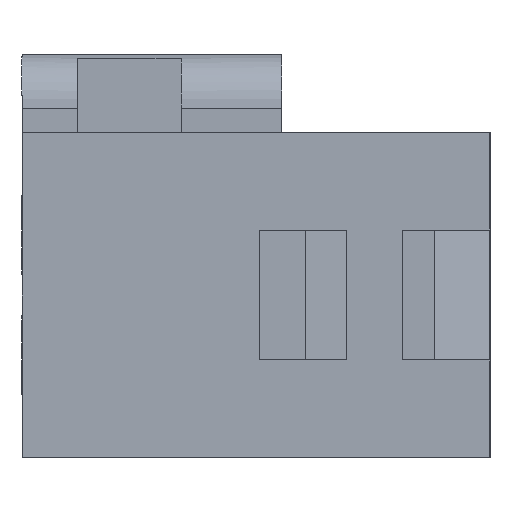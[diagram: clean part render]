
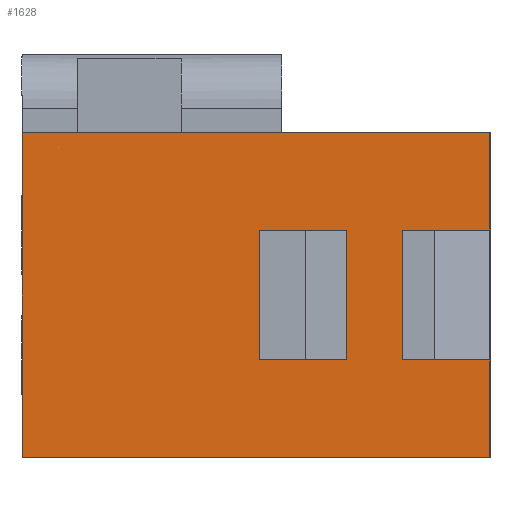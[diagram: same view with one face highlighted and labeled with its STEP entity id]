
A CAD part, left-side view. The second image highlights one B-rep face of the part: STEP entity #1628.
In plain terms, the highlighted planar face has unit normal (-1, 0, 0).
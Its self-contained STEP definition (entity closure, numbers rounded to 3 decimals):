
#37=CARTESIAN_POINT('',(-9.839,-3.49,2.423));
#38=VERTEX_POINT('',#37);
#45=CARTESIAN_POINT('',(-9.839,-3.49,0.969));
#46=VERTEX_POINT('',#45);
#47=CARTESIAN_POINT('',(-9.839,-3.49,2.423));
#48=DIRECTION('',(0.,0.,-1.));
#49=VECTOR('',#48,1.454);
#50=LINE('',#47,#49);
#51=EDGE_CURVE('',#38,#46,#50,.T.);
#53=CARTESIAN_POINT('',(-9.839,-3.49,-0.969));
#54=VERTEX_POINT('',#53);
#61=CARTESIAN_POINT('',(-9.839,-3.49,-2.423));
#62=VERTEX_POINT('',#61);
#63=CARTESIAN_POINT('',(-9.839,-3.49,-0.969));
#64=DIRECTION('',(0.,0.,-1.));
#65=VECTOR('',#64,1.454);
#66=LINE('',#63,#65);
#67=EDGE_CURVE('',#54,#62,#66,.T.);
#1420=CARTESIAN_POINT('',(-9.839,3.49,2.423));
#1421=VERTEX_POINT('',#1420);
#1428=CARTESIAN_POINT('',(-9.839,3.49,2.423));
#1429=DIRECTION('',(0.,-1.,0.));
#1430=VECTOR('',#1429,6.979);
#1431=LINE('',#1428,#1430);
#1432=EDGE_CURVE('',#1421,#38,#1431,.T.);
#1548=CARTESIAN_POINT('',(-9.839,0.,0.));
#1549=DIRECTION('',(0.,0.,1.));
#1550=DIRECTION('',(-1.,0.,0.));
#1551=AXIS2_PLACEMENT_3D('',#1548,#1550,#1549);
#1552=PLANE('',#1551);
#1553=CARTESIAN_POINT('',(-9.839,-2.181,-0.969));
#1554=VERTEX_POINT('',#1553);
#1555=CARTESIAN_POINT('',(-9.839,-3.49,-0.969));
#1556=DIRECTION('',(0.,1.,0.));
#1557=VECTOR('',#1556,1.309);
#1558=LINE('',#1555,#1557);
#1559=EDGE_CURVE('',#54,#1554,#1558,.T.);
#1560=ORIENTED_EDGE('',*,*,#1559,.T.);
#1561=CARTESIAN_POINT('',(-9.839,-2.181,0.969));
#1562=VERTEX_POINT('',#1561);
#1563=CARTESIAN_POINT('',(-9.839,-2.181,-0.969));
#1564=DIRECTION('',(0.,0.,1.));
#1565=VECTOR('',#1564,1.939);
#1566=LINE('',#1563,#1565);
#1567=EDGE_CURVE('',#1554,#1562,#1566,.T.);
#1568=ORIENTED_EDGE('',*,*,#1567,.T.);
#1569=CARTESIAN_POINT('',(-9.839,-2.181,0.969));
#1570=DIRECTION('',(0.,-1.,0.));
#1571=VECTOR('',#1570,1.309);
#1572=LINE('',#1569,#1571);
#1573=EDGE_CURVE('',#1562,#46,#1572,.T.);
#1574=ORIENTED_EDGE('',*,*,#1573,.T.);
#1575=ORIENTED_EDGE('',*,*,#51,.F.);
#1576=ORIENTED_EDGE('',*,*,#1432,.F.);
#1577=CARTESIAN_POINT('',(-9.839,3.49,-2.423));
#1578=VERTEX_POINT('',#1577);
#1579=CARTESIAN_POINT('',(-9.839,3.49,2.423));
#1580=DIRECTION('',(0.,0.,-1.));
#1581=VECTOR('',#1580,4.847);
#1582=LINE('',#1579,#1581);
#1583=EDGE_CURVE('',#1421,#1578,#1582,.T.);
#1584=ORIENTED_EDGE('',*,*,#1583,.T.);
#1585=CARTESIAN_POINT('',(-9.839,3.49,-2.423));
#1586=DIRECTION('',(0.,-1.,0.));
#1587=VECTOR('',#1586,6.979);
#1588=LINE('',#1585,#1587);
#1589=EDGE_CURVE('',#1578,#62,#1588,.T.);
#1590=ORIENTED_EDGE('',*,*,#1589,.T.);
#1591=ORIENTED_EDGE('',*,*,#67,.F.);
#1592=EDGE_LOOP('',(#1560,#1568,#1574,#1575,#1576,#1584,#1590,#1591));
#1593=FACE_OUTER_BOUND('',#1592,.T.);
#1594=CARTESIAN_POINT('',(-9.839,-0.048,-0.969));
#1595=VERTEX_POINT('',#1594);
#1596=CARTESIAN_POINT('',(-9.839,-0.048,0.969));
#1597=VERTEX_POINT('',#1596);
#1598=CARTESIAN_POINT('',(-9.839,-0.048,-0.969));
#1599=DIRECTION('',(0.,0.,1.));
#1600=VECTOR('',#1599,1.939);
#1601=LINE('',#1598,#1600);
#1602=EDGE_CURVE('',#1595,#1597,#1601,.T.);
#1603=ORIENTED_EDGE('',*,*,#1602,.T.);
#1604=CARTESIAN_POINT('',(-9.839,-1.357,0.969));
#1605=VERTEX_POINT('',#1604);
#1606=CARTESIAN_POINT('',(-9.839,-0.048,0.969));
#1607=DIRECTION('',(0.,-1.,0.));
#1608=VECTOR('',#1607,1.309);
#1609=LINE('',#1606,#1608);
#1610=EDGE_CURVE('',#1597,#1605,#1609,.T.);
#1611=ORIENTED_EDGE('',*,*,#1610,.T.);
#1612=CARTESIAN_POINT('',(-9.839,-1.357,-0.969));
#1613=VERTEX_POINT('',#1612);
#1614=CARTESIAN_POINT('',(-9.839,-1.357,0.969));
#1615=DIRECTION('',(0.,0.,-1.));
#1616=VECTOR('',#1615,1.939);
#1617=LINE('',#1614,#1616);
#1618=EDGE_CURVE('',#1605,#1613,#1617,.T.);
#1619=ORIENTED_EDGE('',*,*,#1618,.T.);
#1620=CARTESIAN_POINT('',(-9.839,-1.357,-0.969));
#1621=DIRECTION('',(0.,1.,0.));
#1622=VECTOR('',#1621,1.309);
#1623=LINE('',#1620,#1622);
#1624=EDGE_CURVE('',#1613,#1595,#1623,.T.);
#1625=ORIENTED_EDGE('',*,*,#1624,.T.);
#1626=EDGE_LOOP('',(#1603,#1611,#1619,#1625));
#1627=FACE_BOUND('',#1626,.T.);
#1628=ADVANCED_FACE('',(#1593,#1627),#1552,.T.);
